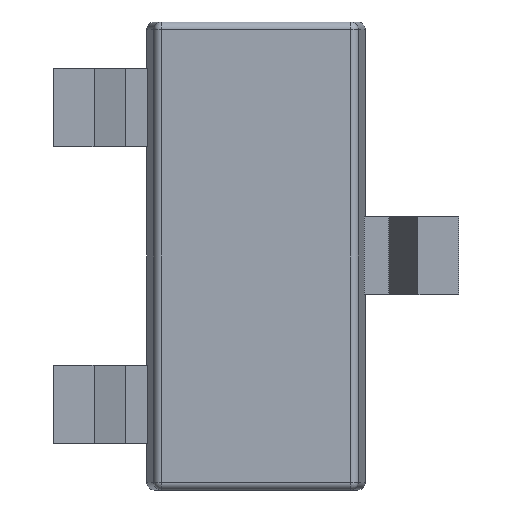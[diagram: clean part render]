
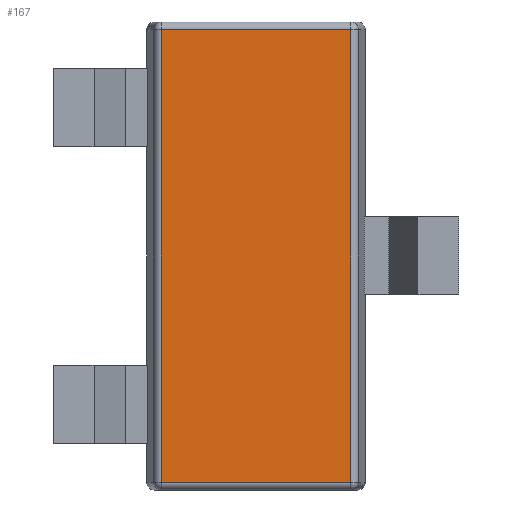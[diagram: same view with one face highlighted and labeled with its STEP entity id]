
A CAD part, front view. The second image highlights one B-rep face of the part: STEP entity #167.
In plain terms, the highlighted planar face has unit normal (0, -1, 0).
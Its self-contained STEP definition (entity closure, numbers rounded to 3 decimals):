
#167 = ADVANCED_FACE ( 'NONE', ( #9954 ), #9955, .F. ) ;
#172 = VERTEX_POINT ( 'NONE', #9998 ) ;
#174 = VERTEX_POINT ( 'NONE', #10039 ) ;
#176 = VERTEX_POINT ( 'NONE', #10003 ) ;
#178 = EDGE_CURVE ( 'NONE', #172, #174, #10027, .T. ) ;
#179 = EDGE_LOOP ( 'NONE', ( #196, #192, #190, #216 ) ) ;
#190 = ORIENTED_EDGE ( 'NONE', *, *, #215, .T. ) ;
#191 = EDGE_CURVE ( 'NONE', #174, #176, #10048, .T. ) ;
#192 = ORIENTED_EDGE ( 'NONE', *, *, #191, .T. ) ;
#196 = ORIENTED_EDGE ( 'NONE', *, *, #178, .T. ) ;
#199 = VERTEX_POINT ( 'NONE', #10079 ) ;
#209 = EDGE_CURVE ( 'NONE', #199, #172, #10049, .T. ) ;
#215 = EDGE_CURVE ( 'NONE', #176, #199, #10157, .T. ) ;
#216 = ORIENTED_EDGE ( 'NONE', *, *, #209, .T. ) ;
#9954 = FACE_OUTER_BOUND ( 'NONE', #179, .T. ) ;
#9955 = PLANE ( 'NONE',  #9984 ) ;
#9982 = CARTESIAN_POINT ( 'NONE',  ( 0.05, -0.4, 3. ) ) ;
#9984 = AXIS2_PLACEMENT_3D ( 'NONE', #9982, #10044, #10043 ) ;
#9998 = CARTESIAN_POINT ( 'NONE',  ( 0.094, -0.4, 2.95 ) ) ;
#10003 = CARTESIAN_POINT ( 'NONE',  ( 1.306, -0.4, 0.05 ) ) ;
#10022 = DIRECTION ( 'NONE',  ( 0., 0., -1. ) ) ;
#10023 = VECTOR ( 'NONE', #10022, 1000. ) ;
#10024 = CARTESIAN_POINT ( 'NONE',  ( 0.094, -0.4, 3. ) ) ;
#10027 = LINE ( 'NONE', #10024, #10023 ) ;
#10039 = CARTESIAN_POINT ( 'NONE',  ( 0.094, -0.4, 0.05 ) ) ;
#10043 = DIRECTION ( 'NONE',  ( -1., 0., 0. ) ) ;
#10044 = DIRECTION ( 'NONE',  ( 0., 1., 0. ) ) ;
#10047 = CARTESIAN_POINT ( 'NONE',  ( 0.05, -0.4, 0.05 ) ) ;
#10048 = LINE ( 'NONE', #10047, #10081 ) ;
#10049 = LINE ( 'NONE', #10075, #10117 ) ;
#10075 = CARTESIAN_POINT ( 'NONE',  ( 0.05, -0.4, 2.95 ) ) ;
#10079 = CARTESIAN_POINT ( 'NONE',  ( 1.306, -0.4, 2.95 ) ) ;
#10080 = DIRECTION ( 'NONE',  ( 1., 0., 0. ) ) ;
#10081 = VECTOR ( 'NONE', #10080, 1000. ) ;
#10116 = DIRECTION ( 'NONE',  ( -1., 0., 0. ) ) ;
#10117 = VECTOR ( 'NONE', #10116, 1000. ) ;
#10154 = DIRECTION ( 'NONE',  ( 0., 0., 1. ) ) ;
#10155 = VECTOR ( 'NONE', #10154, 1000. ) ;
#10156 = CARTESIAN_POINT ( 'NONE',  ( 1.306, -0.4, 3. ) ) ;
#10157 = LINE ( 'NONE', #10156, #10155 ) ;
